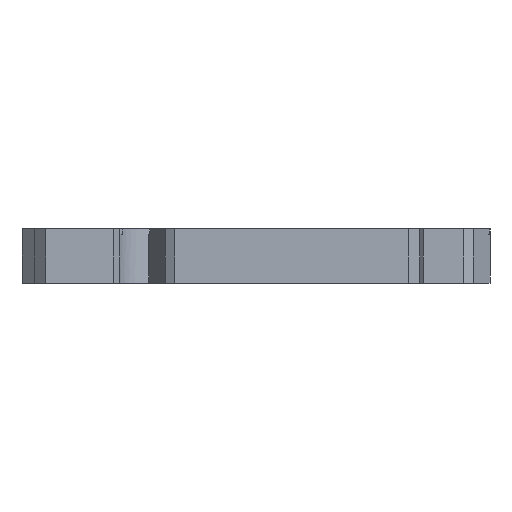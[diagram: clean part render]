
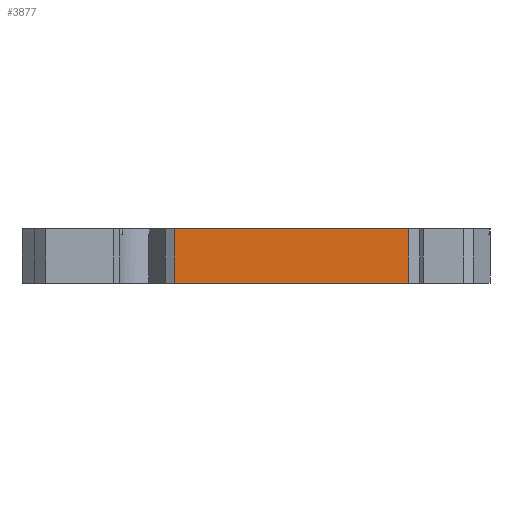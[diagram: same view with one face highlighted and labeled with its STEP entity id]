
A CAD part, left-side view. The second image highlights one B-rep face of the part: STEP entity #3877.
In plain terms, the highlighted planar face has unit normal (-1, 0, 0).
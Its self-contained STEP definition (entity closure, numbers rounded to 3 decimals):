
#118=PLANE('',#4162);
#291=FACE_OUTER_BOUND('',#476,.T.);
#476=EDGE_LOOP('',(#3215,#3216,#3217,#3218));
#826=LINE('',#6026,#1287);
#851=LINE('',#6087,#1312);
#857=LINE('',#6098,#1318);
#860=LINE('',#6104,#1321);
#1287=VECTOR('',#4891,10.);
#1312=VECTOR('',#4956,1000.);
#1318=VECTOR('',#4966,1000.);
#1321=VECTOR('',#4975,1000.);
#1839=VERTEX_POINT('',#6023);
#1840=VERTEX_POINT('',#6025);
#1856=VERTEX_POINT('',#6086);
#1859=VERTEX_POINT('',#6096);
#2330=EDGE_CURVE('',#1840,#1839,#826,.T.);
#2360=EDGE_CURVE('',#1856,#1840,#851,.T.);
#2366=EDGE_CURVE('',#1839,#1859,#857,.T.);
#2369=EDGE_CURVE('',#1859,#1856,#860,.T.);
#3215=ORIENTED_EDGE('',*,*,#2369,.T.);
#3216=ORIENTED_EDGE('',*,*,#2360,.T.);
#3217=ORIENTED_EDGE('',*,*,#2330,.T.);
#3218=ORIENTED_EDGE('',*,*,#2366,.T.);
#3877=ADVANCED_FACE('',(#291),#118,.T.);
#4162=AXIS2_PLACEMENT_3D('',#6103,#4973,#4974);
#4891=DIRECTION('',(0.,1.,0.));
#4956=DIRECTION('',(0.,0.,1.));
#4966=DIRECTION('',(0.,0.,-1.));
#4973=DIRECTION('center_axis',(-1.,0.,0.));
#4974=DIRECTION('ref_axis',(0.,1.,0.));
#4975=DIRECTION('',(0.,-1.,0.));
#6023=CARTESIAN_POINT('',(48.5,60.185,10.));
#6025=CARTESIAN_POINT('',(48.5,17.,10.));
#6026=CARTESIAN_POINT('',(48.5,39.613,10.));
#6086=CARTESIAN_POINT('',(48.5,17.,0.));
#6087=CARTESIAN_POINT('',(48.5,17.,0.));
#6096=CARTESIAN_POINT('',(48.5,60.185,0.));
#6098=CARTESIAN_POINT('',(48.5,60.185,0.));
#6103=CARTESIAN_POINT('Origin',(48.5,36.726,0.));
#6104=CARTESIAN_POINT('',(48.5,36.726,0.));
